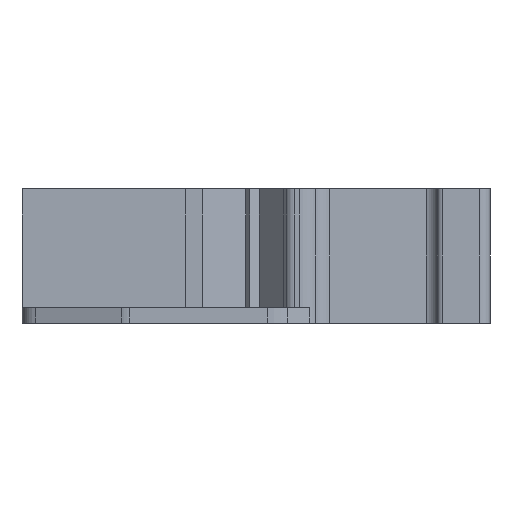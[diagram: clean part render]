
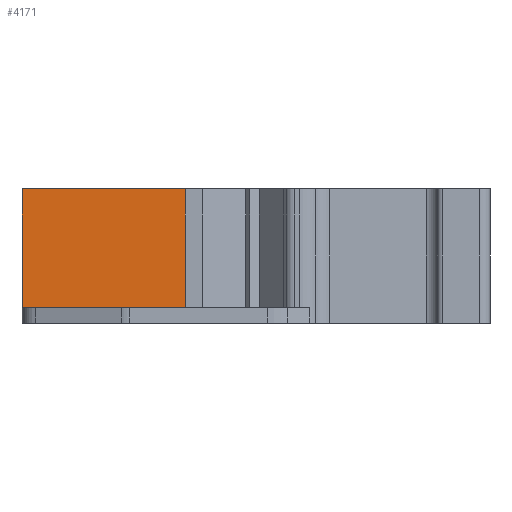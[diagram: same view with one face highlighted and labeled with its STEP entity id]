
A CAD part, left-side view. The second image highlights one B-rep face of the part: STEP entity #4171.
In plain terms, the highlighted planar face has unit normal (-1, 0, 0).
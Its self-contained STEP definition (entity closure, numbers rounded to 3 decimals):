
#73 = EDGE_CURVE ( 'NONE', #5748, #1703, #2799, .T. ) ;
#145 = PLANE ( 'NONE',  #4546 ) ;
#1508 = EDGE_LOOP ( 'NONE', ( #5190, #4445, #2470, #4074 ) ) ;
#1703 = VERTEX_POINT ( 'NONE', #3688 ) ;
#1900 = LINE ( 'NONE', #2754, #6390 ) ;
#1905 = FACE_OUTER_BOUND ( 'NONE', #1508, .T. ) ;
#1972 = CARTESIAN_POINT ( 'NONE',  ( -9.895, 7.977, -54.424 ) ) ;
#1977 = DIRECTION ( 'NONE',  ( 0., 0., 1. ) ) ;
#2010 = VECTOR ( 'NONE', #2442, 1000. ) ;
#2364 = CARTESIAN_POINT ( 'NONE',  ( -9.895, 7.977, -3.039 ) ) ;
#2442 = DIRECTION ( 'NONE',  ( 0., -1., 0. ) ) ;
#2470 = ORIENTED_EDGE ( 'NONE', *, *, #3493, .T. ) ;
#2540 = DIRECTION ( 'NONE',  ( 0., 0., -1. ) ) ;
#2551 = VERTEX_POINT ( 'NONE', #4953 ) ;
#2614 = CARTESIAN_POINT ( 'NONE',  ( -9.895, 23.785, -3.039 ) ) ;
#2746 = DIRECTION ( 'NONE',  ( 0., 1., 0. ) ) ;
#2754 = CARTESIAN_POINT ( 'NONE',  ( -9.895, 7.977, 8.461 ) ) ;
#2799 = LINE ( 'NONE', #2614, #4779 ) ;
#2953 = CARTESIAN_POINT ( 'NONE',  ( -9.895, 7.977, 8.461 ) ) ;
#3144 = LINE ( 'NONE', #2364, #2010 ) ;
#3260 = EDGE_CURVE ( 'NONE', #6235, #5748, #1900, .T. ) ;
#3287 = CARTESIAN_POINT ( 'NONE',  ( -9.895, 23.785, 8.461 ) ) ;
#3493 = EDGE_CURVE ( 'NONE', #1703, #2551, #3144, .T. ) ;
#3575 = EDGE_CURVE ( 'NONE', #2551, #6235, #3709, .T. ) ;
#3688 = CARTESIAN_POINT ( 'NONE',  ( -9.895, 23.785, -3.039 ) ) ;
#3709 = LINE ( 'NONE', #1972, #5208 ) ;
#4074 = ORIENTED_EDGE ( 'NONE', *, *, #3575, .T. ) ;
#4171 = ADVANCED_FACE ( 'NONE', ( #1905 ), #145, .T. ) ;
#4445 = ORIENTED_EDGE ( 'NONE', *, *, #73, .T. ) ;
#4546 = AXIS2_PLACEMENT_3D ( 'NONE', #6002, #6202, #6097 ) ;
#4779 = VECTOR ( 'NONE', #2540, 1000. ) ;
#4953 = CARTESIAN_POINT ( 'NONE',  ( -9.895, 7.977, -3.039 ) ) ;
#5190 = ORIENTED_EDGE ( 'NONE', *, *, #3260, .T. ) ;
#5208 = VECTOR ( 'NONE', #1977, 1000. ) ;
#5748 = VERTEX_POINT ( 'NONE', #3287 ) ;
#6002 = CARTESIAN_POINT ( 'NONE',  ( -9.895, 7.977, -54.424 ) ) ;
#6097 = DIRECTION ( 'NONE',  ( 0., -1., 0. ) ) ;
#6202 = DIRECTION ( 'NONE',  ( -1., 0., 0. ) ) ;
#6235 = VERTEX_POINT ( 'NONE', #2953 ) ;
#6390 = VECTOR ( 'NONE', #2746, 1000. ) ;
